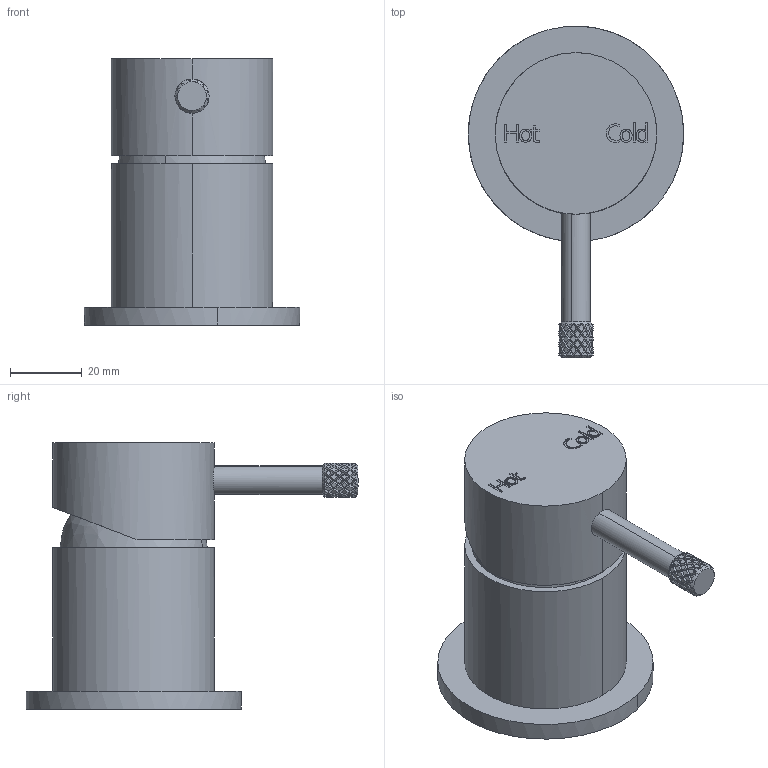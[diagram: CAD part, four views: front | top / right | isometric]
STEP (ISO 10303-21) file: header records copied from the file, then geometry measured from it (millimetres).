
FILE_DESCRIPTION(/* description */ (''),/* implementation_level */ '2;1');
FILE_NAME(/* name */ 'SCALA_NOVA_SNTMHM.01_TOP_MOUNT_HOB_MIXER_STEP',/* time_stamp */ '2026-02-16T13:03:38+11:00',/* author */ (''),/* organization */ (''),/* preprocessor_version */ 'ST-DEVELOPER v16.5',/* originating_system */ 'Rhino 7.38',/* authorisation */ '');
FILE_SCHEMA (('AUTOMOTIVE_DESIGN'));
Length unit declared in the file: millimetre
Products named in the file (1): Document
Bounding box: 60 x 92.5 x 74.2 mm (x, y, z)
Volume: 121995.9 mm3; surface area: 26507.7 mm2
Topology: 5 solids, 5 shells, 591 faces, 1318 edges, 748 vertices
Faces by surface type: bspline 410, cylinder 119, plane 62
Entity records: 31985 total; most frequent: CARTESIAN_POINT 24146, ORIENTED_EDGE 2636, EDGE_CURVE 1318, VERTEX_POINT 748, B_SPLINE_CURVE_WITH_KNOTS 722, EDGE_LOOP 604, ADVANCED_FACE 591, FACE_OUTER_BOUND 591
